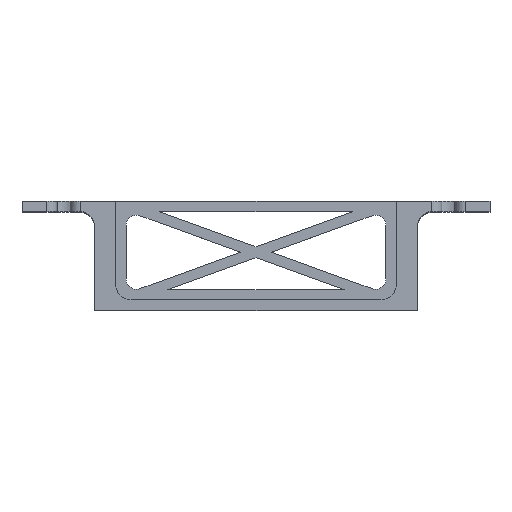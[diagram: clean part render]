
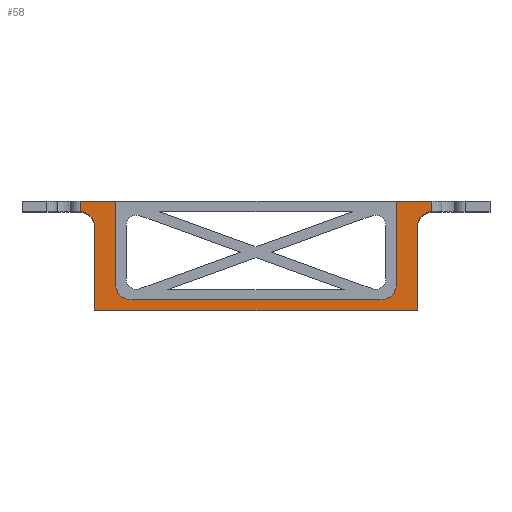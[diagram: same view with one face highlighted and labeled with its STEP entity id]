
A CAD part, top view. The second image highlights one B-rep face of the part: STEP entity #58.
In plain terms, the highlighted planar face has unit normal (0, 0, 1).
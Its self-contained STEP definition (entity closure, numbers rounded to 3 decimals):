
#58 = ADVANCED_FACE ( 'NONE', ( #1536 ), #1263, .F. ) ;
#176 = VECTOR ( 'NONE', #4077, 1000. ) ;
#179 = CARTESIAN_POINT ( 'NONE',  ( 777.483, -66.58, -536.691 ) ) ;
#311 = VECTOR ( 'NONE', #603, 1000. ) ;
#348 = CARTESIAN_POINT ( 'NONE',  ( 780.483, -47.58, -536.691 ) ) ;
#451 = VERTEX_POINT ( 'NONE', #4175 ) ;
#469 = CIRCLE ( 'NONE', #4826, 3. ) ;
#534 = DIRECTION ( 'NONE',  ( 0., -1., 0. ) ) ;
#603 = DIRECTION ( 'NONE',  ( 0., -1., 0. ) ) ;
#831 = CARTESIAN_POINT ( 'NONE',  ( 719.483, -52.58, -536.691 ) ) ;
#849 = AXIS2_PLACEMENT_3D ( 'NONE', #4794, #3569, #7105 ) ;
#894 = ORIENTED_EDGE ( 'NONE', *, *, #1130, .F. ) ;
#897 = ORIENTED_EDGE ( 'NONE', *, *, #5137, .T. ) ;
#905 = LINE ( 'NONE', #7007, #6629 ) ;
#926 = EDGE_CURVE ( 'NONE', #1736, #451, #905, .T. ) ;
#960 = ORIENTED_EDGE ( 'NONE', *, *, #5380, .F. ) ;
#971 = EDGE_CURVE ( 'NONE', #6859, #3962, #7524, .T. ) ;
#980 = EDGE_CURVE ( 'NONE', #2813, #3962, #4549, .T. ) ;
#1002 = DIRECTION ( 'NONE',  ( -1., 0., 0. ) ) ;
#1130 = EDGE_CURVE ( 'NONE', #4667, #2144, #5989, .T. ) ;
#1133 = AXIS2_PLACEMENT_3D ( 'NONE', #831, #7129, #7206 ) ;
#1263 = PLANE ( 'NONE',  #849 ) ;
#1325 = CARTESIAN_POINT ( 'NONE',  ( 780.483, -63.58, -536.691 ) ) ;
#1368 = EDGE_CURVE ( 'NONE', #3159, #6316, #5724, .T. ) ;
#1398 = VERTEX_POINT ( 'NONE', #179 ) ;
#1536 = FACE_OUTER_BOUND ( 'NONE', #4708, .T. ) ;
#1564 = ORIENTED_EDGE ( 'NONE', *, *, #3165, .T. ) ;
#1627 = VECTOR ( 'NONE', #7246, 1000. ) ;
#1736 = VERTEX_POINT ( 'NONE', #2670 ) ;
#2007 = AXIS2_PLACEMENT_3D ( 'NONE', #3878, #4474, #1002 ) ;
#2080 = EDGE_CURVE ( 'NONE', #2144, #5301, #6876, .T. ) ;
#2110 = CARTESIAN_POINT ( 'NONE',  ( 780.483, -66.58, -536.691 ) ) ;
#2132 = CARTESIAN_POINT ( 'NONE',  ( 787.233, -47.58, -536.691 ) ) ;
#2144 = VERTEX_POINT ( 'NONE', #348 ) ;
#2227 = AXIS2_PLACEMENT_3D ( 'NONE', #6020, #5968, #3063 ) ;
#2417 = VERTEX_POINT ( 'NONE', #6981 ) ;
#2461 = ORIENTED_EDGE ( 'NONE', *, *, #926, .T. ) ;
#2496 = VECTOR ( 'NONE', #3051, 1000. ) ;
#2530 = ORIENTED_EDGE ( 'NONE', *, *, #1368, .T. ) ;
#2670 = CARTESIAN_POINT ( 'NONE',  ( 722.483, -68.58, -536.691 ) ) ;
#2813 = VERTEX_POINT ( 'NONE', #3791 ) ;
#2843 = ORIENTED_EDGE ( 'NONE', *, *, #3983, .F. ) ;
#2848 = CIRCLE ( 'NONE', #1133, 3. ) ;
#2965 = ORIENTED_EDGE ( 'NONE', *, *, #3602, .T. ) ;
#3032 = EDGE_CURVE ( 'NONE', #2813, #7004, #5075, .T. ) ;
#3051 = DIRECTION ( 'NONE',  ( 1., 0., 0. ) ) ;
#3063 = DIRECTION ( 'NONE',  ( -1., 0., 0. ) ) ;
#3068 = ORIENTED_EDGE ( 'NONE', *, *, #5285, .T. ) ;
#3078 = ORIENTED_EDGE ( 'NONE', *, *, #971, .T. ) ;
#3159 = VERTEX_POINT ( 'NONE', #6631 ) ;
#3165 = EDGE_CURVE ( 'NONE', #7004, #2417, #2848, .T. ) ;
#3171 = CIRCLE ( 'NONE', #2007, 3. ) ;
#3209 = LINE ( 'NONE', #5815, #311 ) ;
#3353 = ORIENTED_EDGE ( 'NONE', *, *, #3032, .T. ) ;
#3420 = VECTOR ( 'NONE', #6507, 1000. ) ;
#3569 = DIRECTION ( 'NONE',  ( 0., 0., -1. ) ) ;
#3602 = EDGE_CURVE ( 'NONE', #2417, #1736, #3209, .T. ) ;
#3612 = CARTESIAN_POINT ( 'NONE',  ( 729.483, -66.58, -536.691 ) ) ;
#3710 = DIRECTION ( 'NONE',  ( -1., 0., 0. ) ) ;
#3731 = CARTESIAN_POINT ( 'NONE',  ( 729.483, -63.58, -536.691 ) ) ;
#3791 = CARTESIAN_POINT ( 'NONE',  ( 719.733, -47.58, -536.691 ) ) ;
#3820 = LINE ( 'NONE', #7294, #1627 ) ;
#3878 = CARTESIAN_POINT ( 'NONE',  ( 777.483, -63.58, -536.691 ) ) ;
#3962 = VERTEX_POINT ( 'NONE', #5608 ) ;
#3983 = EDGE_CURVE ( 'NONE', #7128, #1398, #5057, .T. ) ;
#4047 = CARTESIAN_POINT ( 'NONE',  ( 719.733, -47.58, -536.691 ) ) ;
#4077 = DIRECTION ( 'NONE',  ( 0., 1., 0. ) ) ;
#4158 = ORIENTED_EDGE ( 'NONE', *, *, #980, .F. ) ;
#4175 = CARTESIAN_POINT ( 'NONE',  ( 784.483, -68.58, -536.691 ) ) ;
#4239 = CARTESIAN_POINT ( 'NONE',  ( 708.483, -47.58, -536.691 ) ) ;
#4420 = DIRECTION ( 'NONE',  ( 0., 0., -1. ) ) ;
#4474 = DIRECTION ( 'NONE',  ( 0., 0., -1. ) ) ;
#4549 = LINE ( 'NONE', #4239, #3420 ) ;
#4581 = VECTOR ( 'NONE', #5184, 1000. ) ;
#4667 = VERTEX_POINT ( 'NONE', #1325 ) ;
#4708 = EDGE_LOOP ( 'NONE', ( #2530, #897, #5713, #894, #5146, #2843, #3068, #3078, #4158, #3353, #1564, #2965, #2461, #960 ) ) ;
#4774 = CARTESIAN_POINT ( 'NONE',  ( 787.233, -49.591, -536.691 ) ) ;
#4794 = CARTESIAN_POINT ( 'NONE',  ( 708.483, -47.58, -536.691 ) ) ;
#4826 = AXIS2_PLACEMENT_3D ( 'NONE', #3731, #4420, #3710 ) ;
#5057 = LINE ( 'NONE', #6277, #4581 ) ;
#5075 = LINE ( 'NONE', #4047, #6853 ) ;
#5137 = EDGE_CURVE ( 'NONE', #6316, #5301, #6472, .T. ) ;
#5146 = ORIENTED_EDGE ( 'NONE', *, *, #6026, .T. ) ;
#5184 = DIRECTION ( 'NONE',  ( 1., 0., 0. ) ) ;
#5285 = EDGE_CURVE ( 'NONE', #7128, #6859, #469, .T. ) ;
#5301 = VERTEX_POINT ( 'NONE', #2132 ) ;
#5380 = EDGE_CURVE ( 'NONE', #3159, #451, #3820, .T. ) ;
#5503 = CARTESIAN_POINT ( 'NONE',  ( 719.733, -49.591, -536.691 ) ) ;
#5608 = CARTESIAN_POINT ( 'NONE',  ( 726.483, -47.58, -536.691 ) ) ;
#5713 = ORIENTED_EDGE ( 'NONE', *, *, #2080, .F. ) ;
#5724 = CIRCLE ( 'NONE', #2227, 3. ) ;
#5815 = CARTESIAN_POINT ( 'NONE',  ( 722.483, -49.58, -536.691 ) ) ;
#5830 = CARTESIAN_POINT ( 'NONE',  ( 787.233, -47.58, -536.691 ) ) ;
#5846 = CARTESIAN_POINT ( 'NONE',  ( 726.483, -63.58, -536.691 ) ) ;
#5856 = DIRECTION ( 'NONE',  ( 0., 1., 0. ) ) ;
#5872 = DIRECTION ( 'NONE',  ( 1., 0., 0. ) ) ;
#5968 = DIRECTION ( 'NONE',  ( 0., 0., -1. ) ) ;
#5981 = CARTESIAN_POINT ( 'NONE',  ( 708.483, -47.58, -536.691 ) ) ;
#5989 = LINE ( 'NONE', #2110, #6541 ) ;
#6020 = CARTESIAN_POINT ( 'NONE',  ( 787.483, -52.58, -536.691 ) ) ;
#6026 = EDGE_CURVE ( 'NONE', #4667, #1398, #3171, .T. ) ;
#6277 = CARTESIAN_POINT ( 'NONE',  ( 726.483, -66.58, -536.691 ) ) ;
#6316 = VERTEX_POINT ( 'NONE', #4774 ) ;
#6472 = LINE ( 'NONE', #5830, #6733 ) ;
#6484 = CARTESIAN_POINT ( 'NONE',  ( 726.483, -66.58, -536.691 ) ) ;
#6507 = DIRECTION ( 'NONE',  ( 1., 0., 0. ) ) ;
#6541 = VECTOR ( 'NONE', #7383, 1000. ) ;
#6629 = VECTOR ( 'NONE', #5872, 1000. ) ;
#6631 = CARTESIAN_POINT ( 'NONE',  ( 784.483, -52.58, -536.691 ) ) ;
#6733 = VECTOR ( 'NONE', #5856, 1000. ) ;
#6853 = VECTOR ( 'NONE', #534, 1000. ) ;
#6859 = VERTEX_POINT ( 'NONE', #5846 ) ;
#6876 = LINE ( 'NONE', #5981, #2496 ) ;
#6981 = CARTESIAN_POINT ( 'NONE',  ( 722.483, -52.58, -536.691 ) ) ;
#7004 = VERTEX_POINT ( 'NONE', #5503 ) ;
#7007 = CARTESIAN_POINT ( 'NONE',  ( 708.483, -68.58, -536.691 ) ) ;
#7105 = DIRECTION ( 'NONE',  ( -1., 0., 0. ) ) ;
#7128 = VERTEX_POINT ( 'NONE', #3612 ) ;
#7129 = DIRECTION ( 'NONE',  ( 0., 0., -1. ) ) ;
#7206 = DIRECTION ( 'NONE',  ( -1., 0., 0. ) ) ;
#7246 = DIRECTION ( 'NONE',  ( 0., -1., 0. ) ) ;
#7294 = CARTESIAN_POINT ( 'NONE',  ( 784.483, -49.58, -536.691 ) ) ;
#7383 = DIRECTION ( 'NONE',  ( 0., 1., 0. ) ) ;
#7524 = LINE ( 'NONE', #6484, #176 ) ;
